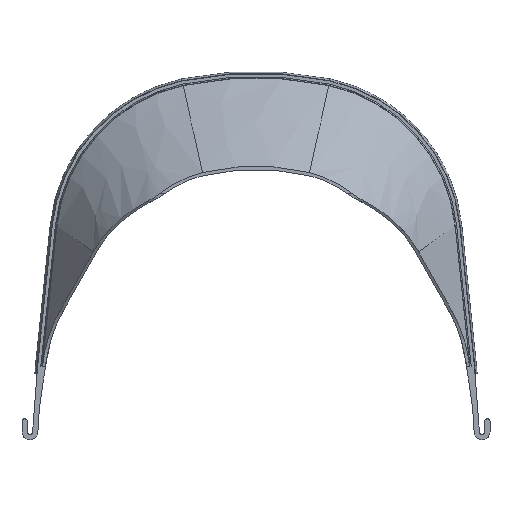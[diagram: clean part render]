
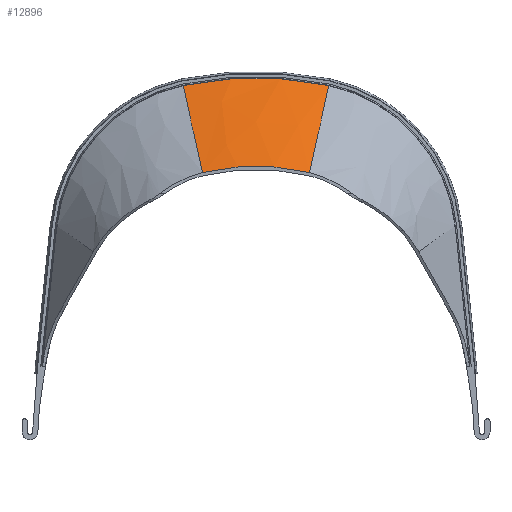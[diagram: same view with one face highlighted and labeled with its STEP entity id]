
A CAD part, top view. The second image highlights one B-rep face of the part: STEP entity #12896.
In plain terms, the highlighted free-form (B-spline) face has degree [6, 1] with [7, 2] control points.
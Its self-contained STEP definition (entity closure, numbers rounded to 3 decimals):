
#9157 = PLANE('',#9158);
#9158 = AXIS2_PLACEMENT_3D('',#9159,#9160,#9161);
#9159 = CARTESIAN_POINT('',(0.,56.755,42.));
#9160 = DIRECTION('',(0.,0.,1.));
#9161 = DIRECTION('',(0.,1.,0.));
#9304 = B_SPLINE_SURFACE_WITH_KNOTS('',8,1,(
    (#9305,#9306)
    ,(#9307,#9308)
    ,(#9309,#9310)
    ,(#9311,#9312)
    ,(#9313,#9314)
    ,(#9315,#9316)
    ,(#9317,#9318)
    ,(#9319,#9320)
    ,(#9321,#9322
    )),.UNSPECIFIED.,.F.,.F.,.F.,(9,9),(2,2),(0.104,
    1.36),(0.,1.),.PIECEWISE_BEZIER_KNOTS.);
#9305 = CARTESIAN_POINT('',(75.172,62.835,8.));
#9306 = CARTESIAN_POINT('',(52.215,46.422,42.));
#9307 = CARTESIAN_POINT('',(74.183,72.315,8.));
#9308 = CARTESIAN_POINT('',(51.533,52.861,42.));
#9309 = CARTESIAN_POINT('',(71.493,81.618,8.));
#9310 = CARTESIAN_POINT('',(49.722,59.179,
    42.));
#9311 = CARTESIAN_POINT('',(67.138,90.387,8.));
#9312 = CARTESIAN_POINT('',(46.806,65.147,
    42.));
#9313 = CARTESIAN_POINT('',(61.246,98.275,8.));
#9314 = CARTESIAN_POINT('',(42.867,70.54,
    42.));
#9315 = CARTESIAN_POINT('',(54.029,104.974,8.));
#9316 = CARTESIAN_POINT('',(38.041,75.155,42.));
#9317 = CARTESIAN_POINT('',(45.773,110.237,8.));
#9318 = CARTESIAN_POINT('',(32.51,78.833,42.));
#9319 = CARTESIAN_POINT('',(36.81,113.902,8.));
#9320 = CARTESIAN_POINT('',(26.486,81.461,42.));
#9321 = CARTESIAN_POINT('',(27.489,115.895,8.));
#9322 = CARTESIAN_POINT('',(20.194,82.987,42.));
#10291 = B_SPLINE_SURFACE_WITH_KNOTS('',8,1,(
    (#10292,#10293)
    ,(#10294,#10295)
    ,(#10296,#10297)
    ,(#10298,#10299)
    ,(#10300,#10301)
    ,(#10302,#10303)
    ,(#10304,#10305)
    ,(#10306,#10307)
    ,(#10308,#10309
    )),.UNSPECIFIED.,.F.,.F.,.F.,(9,9),(2,2),(1.781,
    3.038),(0.,1.),.PIECEWISE_BEZIER_KNOTS.);
#10292 = CARTESIAN_POINT('',(-27.489,115.895,8.));
#10293 = CARTESIAN_POINT('',(-20.194,82.987,42.));
#10294 = CARTESIAN_POINT('',(-36.81,113.902,8.));
#10295 = CARTESIAN_POINT('',(-26.486,81.461,42.));
#10296 = CARTESIAN_POINT('',(-45.773,110.237,8.));
#10297 = CARTESIAN_POINT('',(-32.51,78.833,
    42.));
#10298 = CARTESIAN_POINT('',(-54.029,104.974,8.));
#10299 = CARTESIAN_POINT('',(-38.041,75.155,
    42.));
#10300 = CARTESIAN_POINT('',(-61.246,98.275,8.));
#10301 = CARTESIAN_POINT('',(-42.867,70.54,
    42.));
#10302 = CARTESIAN_POINT('',(-67.138,90.387,8.));
#10303 = CARTESIAN_POINT('',(-46.806,65.147,42.));
#10304 = CARTESIAN_POINT('',(-71.493,81.618,8.));
#10305 = CARTESIAN_POINT('',(-49.722,59.179,42.));
#10306 = CARTESIAN_POINT('',(-74.183,72.315,8.));
#10307 = CARTESIAN_POINT('',(-51.533,52.861,42.));
#10308 = CARTESIAN_POINT('',(-75.172,62.835,8.));
#10309 = CARTESIAN_POINT('',(-52.215,46.422,42.));
#11813 = VERTEX_POINT('',#11814);
#11814 = CARTESIAN_POINT('',(-20.194,82.987,42.));
#11885 = VERTEX_POINT('',#11886);
#11886 = CARTESIAN_POINT('',(20.194,82.987,42.));
#11907 = EDGE_CURVE('',#11885,#11813,#11908,.T.);
#11908 = SURFACE_CURVE('',#11909,(#11914,#11921),.PCURVE_S1.);
#11909 = CIRCLE('',#11910,85.7);
#11910 = AXIS2_PLACEMENT_3D('',#11911,#11912,#11913);
#11911 = CARTESIAN_POINT('',(0.,-0.3,42.));
#11912 = DIRECTION('',(0.,0.,1.));
#11913 = DIRECTION('',(1.,0.,0.));
#11914 = PCURVE('',#9157,#11915);
#11915 = DEFINITIONAL_REPRESENTATION('',(#11916),#11920);
#11916 = CIRCLE('',#11917,85.7);
#11917 = AXIS2_PLACEMENT_2D('',#11918,#11919);
#11918 = CARTESIAN_POINT('',(-57.055,0.));
#11919 = DIRECTION('',(0.,-1.));
#11920 = ( GEOMETRIC_REPRESENTATION_CONTEXT(2) 
PARAMETRIC_REPRESENTATION_CONTEXT() REPRESENTATION_CONTEXT('2D SPACE',''
  ) );
#11921 = PCURVE('',#11922,#11937);
#11922 = B_SPLINE_SURFACE_WITH_KNOTS('',6,1,(
    (#11923,#11924)
    ,(#11925,#11926)
    ,(#11927,#11928)
    ,(#11929,#11930)
    ,(#11931,#11932)
    ,(#11933,#11934)
    ,(#11935,#11936
    )),.UNSPECIFIED.,.F.,.F.,.F.,(7,7),(2,2),(1.333,
    1.809),(0.,1.),.PIECEWISE_BEZIER_KNOTS.);
#11923 = CARTESIAN_POINT('',(27.489,115.895,8.));
#11924 = CARTESIAN_POINT('',(20.194,82.987,42.));
#11925 = CARTESIAN_POINT('',(18.462,117.824,8.));
#11926 = CARTESIAN_POINT('',(13.59,84.588,42.));
#11927 = CARTESIAN_POINT('',(9.272,118.994,8.));
#11928 = CARTESIAN_POINT('',(6.834,85.561,42.));
#11929 = CARTESIAN_POINT('',(0.,119.385,8.));
#11930 = CARTESIAN_POINT('',(0.,85.887,42.));
#11931 = CARTESIAN_POINT('',(-9.272,118.994,8.));
#11932 = CARTESIAN_POINT('',(-6.834,85.561,42.));
#11933 = CARTESIAN_POINT('',(-18.462,117.824,8.));
#11934 = CARTESIAN_POINT('',(-13.59,84.588,42.));
#11935 = CARTESIAN_POINT('',(-27.489,115.895,8.));
#11936 = CARTESIAN_POINT('',(-20.194,82.987,42.));
#11937 = DEFINITIONAL_REPRESENTATION('',(#11938),#11942);
#11938 = LINE('',#11939,#11940);
#11939 = CARTESIAN_POINT('',(0.,1.));
#11940 = VECTOR('',#11941,1.);
#11941 = DIRECTION('',(1.,0.));
#11942 = ( GEOMETRIC_REPRESENTATION_CONTEXT(2) 
PARAMETRIC_REPRESENTATION_CONTEXT() REPRESENTATION_CONTEXT('2D SPACE',''
  ) );
#12094 = VERTEX_POINT('',#12095);
#12095 = CARTESIAN_POINT('',(27.489,115.895,8.));
#12117 = EDGE_CURVE('',#12094,#11885,#12118,.T.);
#12118 = SURFACE_CURVE('',#12119,(#12122,#12129),.PCURVE_S1.);
#12119 = B_SPLINE_CURVE_WITH_KNOTS('',1,(#12120,#12121),.UNSPECIFIED.,
  .F.,.F.,(2,2),(0.,1.),.PIECEWISE_BEZIER_KNOTS.);
#12120 = CARTESIAN_POINT('',(27.489,115.895,8.));
#12121 = CARTESIAN_POINT('',(20.194,82.987,42.));
#12122 = PCURVE('',#9304,#12123);
#12123 = DEFINITIONAL_REPRESENTATION('',(#12124),#12128);
#12124 = LINE('',#12125,#12126);
#12125 = CARTESIAN_POINT('',(1.36,0.));
#12126 = VECTOR('',#12127,1.);
#12127 = DIRECTION('',(0.,1.));
#12128 = ( GEOMETRIC_REPRESENTATION_CONTEXT(2) 
PARAMETRIC_REPRESENTATION_CONTEXT() REPRESENTATION_CONTEXT('2D SPACE',''
  ) );
#12129 = PCURVE('',#11922,#12130);
#12130 = DEFINITIONAL_REPRESENTATION('',(#12131),#12135);
#12131 = LINE('',#12132,#12133);
#12132 = CARTESIAN_POINT('',(1.333,0.));
#12133 = VECTOR('',#12134,1.);
#12134 = DIRECTION('',(0.,1.));
#12135 = ( GEOMETRIC_REPRESENTATION_CONTEXT(2) 
PARAMETRIC_REPRESENTATION_CONTEXT() REPRESENTATION_CONTEXT('2D SPACE',''
  ) );
#12271 = CYLINDRICAL_SURFACE('',#12272,131.5);
#12272 = AXIS2_PLACEMENT_3D('',#12273,#12274,#12275);
#12273 = CARTESIAN_POINT('',(0.,-12.7,8.));
#12274 = DIRECTION('',(0.,0.,1.));
#12275 = DIRECTION('',(1.,0.,0.));
#12378 = VERTEX_POINT('',#12379);
#12379 = CARTESIAN_POINT('',(-27.489,115.895,8.));
#12538 = EDGE_CURVE('',#12378,#11813,#12539,.T.);
#12539 = SURFACE_CURVE('',#12540,(#12543,#12550),.PCURVE_S1.);
#12540 = B_SPLINE_CURVE_WITH_KNOTS('',1,(#12541,#12542),.UNSPECIFIED.,
  .F.,.F.,(2,2),(0.,1.),.PIECEWISE_BEZIER_KNOTS.);
#12541 = CARTESIAN_POINT('',(-27.489,115.895,8.));
#12542 = CARTESIAN_POINT('',(-20.194,82.987,42.));
#12543 = PCURVE('',#10291,#12544);
#12544 = DEFINITIONAL_REPRESENTATION('',(#12545),#12549);
#12545 = LINE('',#12546,#12547);
#12546 = CARTESIAN_POINT('',(1.781,0.));
#12547 = VECTOR('',#12548,1.);
#12548 = DIRECTION('',(0.,1.));
#12549 = ( GEOMETRIC_REPRESENTATION_CONTEXT(2) 
PARAMETRIC_REPRESENTATION_CONTEXT() REPRESENTATION_CONTEXT('2D SPACE',''
  ) );
#12550 = PCURVE('',#11922,#12551);
#12551 = DEFINITIONAL_REPRESENTATION('',(#12552),#12556);
#12552 = LINE('',#12553,#12554);
#12553 = CARTESIAN_POINT('',(1.809,0.));
#12554 = VECTOR('',#12555,1.);
#12555 = DIRECTION('',(0.,1.));
#12556 = ( GEOMETRIC_REPRESENTATION_CONTEXT(2) 
PARAMETRIC_REPRESENTATION_CONTEXT() REPRESENTATION_CONTEXT('2D SPACE',''
  ) );
#12896 = ADVANCED_FACE('',(#12897),#11922,.T.);
#12897 = FACE_BOUND('',#12898,.T.);
#12898 = EDGE_LOOP('',(#12899,#12920,#12921,#12922));
#12899 = ORIENTED_EDGE('',*,*,#12900,.T.);
#12900 = EDGE_CURVE('',#12094,#12378,#12901,.T.);
#12901 = SURFACE_CURVE('',#12902,(#12907,#12913),.PCURVE_S1.);
#12902 = CIRCLE('',#12903,131.5);
#12903 = AXIS2_PLACEMENT_3D('',#12904,#12905,#12906);
#12904 = CARTESIAN_POINT('',(0.,-12.7,8.));
#12905 = DIRECTION('',(0.,-0.,1.));
#12906 = DIRECTION('',(1.,0.,0.));
#12907 = PCURVE('',#11922,#12908);
#12908 = DEFINITIONAL_REPRESENTATION('',(#12909),#12912);
#12909 = B_SPLINE_CURVE_WITH_KNOTS('',1,(#12910,#12911),.UNSPECIFIED.,
  .F.,.F.,(2,2),(1.36,1.781),
  .PIECEWISE_BEZIER_KNOTS.);
#12910 = CARTESIAN_POINT('',(1.333,0.));
#12911 = CARTESIAN_POINT('',(1.809,0.));
#12912 = ( GEOMETRIC_REPRESENTATION_CONTEXT(2) 
PARAMETRIC_REPRESENTATION_CONTEXT() REPRESENTATION_CONTEXT('2D SPACE',''
  ) );
#12913 = PCURVE('',#12271,#12914);
#12914 = DEFINITIONAL_REPRESENTATION('',(#12915),#12919);
#12915 = LINE('',#12916,#12917);
#12916 = CARTESIAN_POINT('',(0.,-0.));
#12917 = VECTOR('',#12918,1.);
#12918 = DIRECTION('',(1.,0.));
#12919 = ( GEOMETRIC_REPRESENTATION_CONTEXT(2) 
PARAMETRIC_REPRESENTATION_CONTEXT() REPRESENTATION_CONTEXT('2D SPACE',''
  ) );
#12920 = ORIENTED_EDGE('',*,*,#12538,.T.);
#12921 = ORIENTED_EDGE('',*,*,#11907,.F.);
#12922 = ORIENTED_EDGE('',*,*,#12117,.F.);
